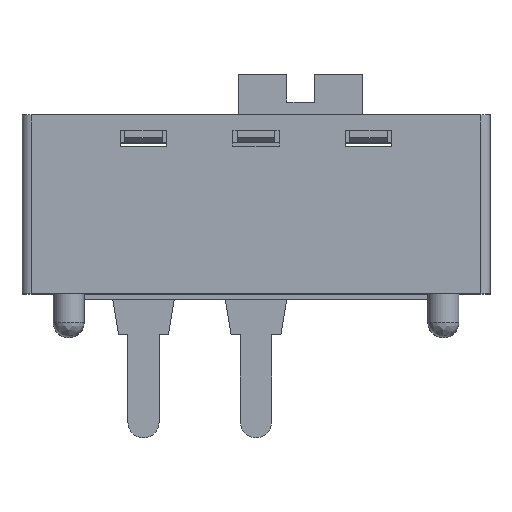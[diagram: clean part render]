
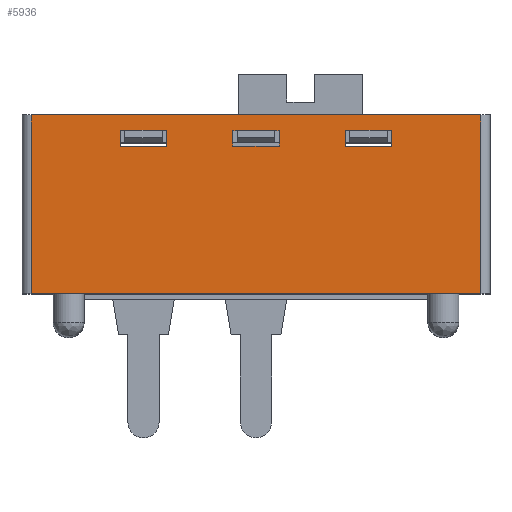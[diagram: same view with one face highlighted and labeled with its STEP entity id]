
A CAD part, top view. The second image highlights one B-rep face of the part: STEP entity #5936.
In plain terms, the highlighted planar face has unit normal (0, 0, 1).
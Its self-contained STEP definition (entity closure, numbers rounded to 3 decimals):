
#1416=ORIENTED_EDGE('',*,*,#2073,.T.);
#1417=ORIENTED_EDGE('',*,*,#2090,.F.);
#1418=ORIENTED_EDGE('',*,*,#2088,.F.);
#1419=ORIENTED_EDGE('',*,*,#2085,.F.);
#1420=ORIENTED_EDGE('',*,*,#2082,.F.);
#1421=ORIENTED_EDGE('',*,*,#2077,.F.);
#1422=ORIENTED_EDGE('',*,*,#2039,.T.);
#1423=ORIENTED_EDGE('',*,*,#2056,.F.);
#1424=ORIENTED_EDGE('',*,*,#2054,.F.);
#1425=ORIENTED_EDGE('',*,*,#2051,.F.);
#1426=ORIENTED_EDGE('',*,*,#2048,.F.);
#1427=ORIENTED_EDGE('',*,*,#2043,.F.);
#1428=ORIENTED_EDGE('',*,*,#2193,.T.);
#1429=ORIENTED_EDGE('',*,*,#2206,.F.);
#1430=ORIENTED_EDGE('',*,*,#2209,.F.);
#1431=ORIENTED_EDGE('',*,*,#2212,.F.);
#1432=ORIENTED_EDGE('',*,*,#2215,.F.);
#1433=ORIENTED_EDGE('',*,*,#2216,.F.);
#1434=ORIENTED_EDGE('',*,*,#2557,.T.);
#1435=ORIENTED_EDGE('',*,*,#2569,.T.);
#1436=ORIENTED_EDGE('',*,*,#2570,.T.);
#1437=ORIENTED_EDGE('',*,*,#2571,.T.);
#2039=EDGE_CURVE('',#2838,#2839,#3451,.T.);
#2043=EDGE_CURVE('',#2838,#2841,#3455,.T.);
#2048=EDGE_CURVE('',#2841,#2843,#3460,.T.);
#2051=EDGE_CURVE('',#2843,#2845,#3463,.T.);
#2054=EDGE_CURVE('',#2845,#2847,#3466,.T.);
#2056=EDGE_CURVE('',#2847,#2839,#3468,.T.);
#2073=EDGE_CURVE('',#2860,#2861,#3485,.T.);
#2077=EDGE_CURVE('',#2860,#2863,#3489,.T.);
#2082=EDGE_CURVE('',#2863,#2865,#3494,.T.);
#2085=EDGE_CURVE('',#2865,#2867,#3497,.T.);
#2088=EDGE_CURVE('',#2867,#2869,#3500,.T.);
#2090=EDGE_CURVE('',#2869,#2861,#3502,.T.);
#2193=EDGE_CURVE('',#2940,#2943,#3589,.T.);
#2206=EDGE_CURVE('',#2952,#2943,#3602,.T.);
#2209=EDGE_CURVE('',#2954,#2952,#3605,.T.);
#2212=EDGE_CURVE('',#2956,#2954,#3608,.T.);
#2215=EDGE_CURVE('',#2958,#2956,#3611,.T.);
#2216=EDGE_CURVE('',#2940,#2958,#3612,.T.);
#2557=EDGE_CURVE('',#3179,#3178,#3917,.T.);
#2569=EDGE_CURVE('',#3178,#3186,#3925,.T.);
#2570=EDGE_CURVE('',#3186,#3187,#3926,.T.);
#2571=EDGE_CURVE('',#3187,#3179,#3927,.T.);
#2838=VERTEX_POINT('',#8255);
#2839=VERTEX_POINT('',#8257);
#2841=VERTEX_POINT('',#8266);
#2843=VERTEX_POINT('',#8272);
#2845=VERTEX_POINT('',#8278);
#2847=VERTEX_POINT('',#8284);
#2860=VERTEX_POINT('',#8322);
#2861=VERTEX_POINT('',#8324);
#2863=VERTEX_POINT('',#8333);
#2865=VERTEX_POINT('',#8339);
#2867=VERTEX_POINT('',#8345);
#2869=VERTEX_POINT('',#8351);
#2940=VERTEX_POINT('',#8558);
#2943=VERTEX_POINT('',#8563);
#2952=VERTEX_POINT('',#8589);
#2954=VERTEX_POINT('',#8595);
#2956=VERTEX_POINT('',#8601);
#2958=VERTEX_POINT('',#8607);
#3178=VERTEX_POINT('',#9388);
#3179=VERTEX_POINT('',#9390);
#3186=VERTEX_POINT('',#9412);
#3187=VERTEX_POINT('',#9416);
#3451=LINE('',#8258,#4239);
#3455=LINE('',#8265,#4243);
#3460=LINE('',#8275,#4248);
#3463=LINE('',#8281,#4251);
#3466=LINE('',#8287,#4254);
#3468=LINE('',#8290,#4256);
#3485=LINE('',#8325,#4273);
#3489=LINE('',#8332,#4277);
#3494=LINE('',#8342,#4282);
#3497=LINE('',#8348,#4285);
#3500=LINE('',#8354,#4288);
#3502=LINE('',#8357,#4290);
#3589=LINE('',#8564,#4377);
#3602=LINE('',#8590,#4390);
#3605=LINE('',#8596,#4393);
#3608=LINE('',#8602,#4396);
#3611=LINE('',#8608,#4399);
#3612=LINE('',#8610,#4400);
#3917=LINE('',#9389,#4705);
#3925=LINE('',#9413,#4713);
#3926=LINE('',#9415,#4714);
#3927=LINE('',#9417,#4715);
#4239=VECTOR('',#6691,1000.);
#4243=VECTOR('',#6699,1000.);
#4248=VECTOR('',#6706,1000.);
#4251=VECTOR('',#6711,1000.);
#4254=VECTOR('',#6716,1000.);
#4256=VECTOR('',#6720,1000.);
#4273=VECTOR('',#6747,1000.);
#4277=VECTOR('',#6755,1000.);
#4282=VECTOR('',#6762,1000.);
#4285=VECTOR('',#6767,1000.);
#4288=VECTOR('',#6772,1000.);
#4290=VECTOR('',#6776,1000.);
#4377=VECTOR('',#6957,1000.);
#4390=VECTOR('',#6978,1000.);
#4393=VECTOR('',#6983,1000.);
#4396=VECTOR('',#6988,1000.);
#4399=VECTOR('',#6993,1000.);
#4400=VECTOR('',#6996,1000.);
#4705=VECTOR('',#7585,1000.);
#4713=VECTOR('',#7609,1000.);
#4714=VECTOR('',#7612,1000.);
#4715=VECTOR('',#7613,1000.);
#5084=EDGE_LOOP('',(#1416,#1417,#1418,#1419,#1420,#1421));
#5085=EDGE_LOOP('',(#1422,#1423,#1424,#1425,#1426,#1427));
#5086=EDGE_LOOP('',(#1428,#1429,#1430,#1431,#1432,#1433));
#5087=EDGE_LOOP('',(#1434,#1435,#1436,#1437));
#5392=FACE_BOUND('',#5084,.T.);
#5393=FACE_BOUND('',#5085,.T.);
#5394=FACE_BOUND('',#5086,.T.);
#5395=FACE_BOUND('',#5087,.T.);
#5654=PLANE('',#6290);
#5936=ADVANCED_FACE('',(#5392,#5393,#5394,#5395),#5654,.T.);
#6290=AXIS2_PLACEMENT_3D('',#9414,#7610,#7611);
#6691=DIRECTION('',(1.,0.,0.));
#6699=DIRECTION('',(-1.,0.,0.));
#6706=DIRECTION('',(0.,-1.,0.));
#6711=DIRECTION('',(1.,0.,0.));
#6716=DIRECTION('',(0.,1.,0.));
#6720=DIRECTION('',(-1.,0.,0.));
#6747=DIRECTION('',(1.,0.,0.));
#6755=DIRECTION('',(-1.,0.,0.));
#6762=DIRECTION('',(0.,-1.,0.));
#6767=DIRECTION('',(1.,0.,0.));
#6772=DIRECTION('',(0.,1.,0.));
#6776=DIRECTION('',(-1.,0.,0.));
#6957=DIRECTION('',(1.,0.,0.));
#6978=DIRECTION('',(-1.,0.,0.));
#6983=DIRECTION('',(0.,1.,0.));
#6988=DIRECTION('',(1.,0.,0.));
#6993=DIRECTION('',(0.,-1.,0.));
#6996=DIRECTION('',(-1.,0.,0.));
#7585=DIRECTION('',(1.,0.,0.));
#7609=DIRECTION('',(0.,1.,0.));
#7610=DIRECTION('',(0.,0.,1.));
#7611=DIRECTION('',(1.,0.,0.));
#7612=DIRECTION('',(-1.,0.,0.));
#7613=DIRECTION('',(0.,-1.,0.));
#8255=CARTESIAN_POINT('',(-0.762,6.68,5.372));
#8257=CARTESIAN_POINT('',(0.762,6.68,5.372));
#8258=CARTESIAN_POINT('',(-0.762,6.68,5.372));
#8265=CARTESIAN_POINT('',(-0.762,6.68,5.372));
#8266=CARTESIAN_POINT('',(-0.953,6.68,5.372));
#8272=CARTESIAN_POINT('',(-0.953,6.045,5.372));
#8275=CARTESIAN_POINT('',(-0.953,6.68,5.372));
#8278=CARTESIAN_POINT('',(0.953,6.045,5.372));
#8281=CARTESIAN_POINT('',(-0.953,6.045,5.372));
#8284=CARTESIAN_POINT('',(0.953,6.68,5.372));
#8287=CARTESIAN_POINT('',(0.953,6.045,5.372));
#8290=CARTESIAN_POINT('',(0.953,6.68,5.372));
#8322=CARTESIAN_POINT('',(3.835,6.68,5.372));
#8324=CARTESIAN_POINT('',(5.359,6.68,5.372));
#8325=CARTESIAN_POINT('',(3.835,6.68,5.372));
#8332=CARTESIAN_POINT('',(3.835,6.68,5.372));
#8333=CARTESIAN_POINT('',(3.645,6.68,5.372));
#8339=CARTESIAN_POINT('',(3.645,6.045,5.372));
#8342=CARTESIAN_POINT('',(3.645,6.68,5.372));
#8345=CARTESIAN_POINT('',(5.55,6.045,5.372));
#8348=CARTESIAN_POINT('',(3.645,6.045,5.372));
#8351=CARTESIAN_POINT('',(5.55,6.68,5.372));
#8354=CARTESIAN_POINT('',(5.55,6.045,5.372));
#8357=CARTESIAN_POINT('',(5.55,6.68,5.372));
#8558=CARTESIAN_POINT('',(-5.359,6.68,5.372));
#8563=CARTESIAN_POINT('',(-3.835,6.68,5.372));
#8564=CARTESIAN_POINT('',(-5.359,6.68,5.372));
#8589=CARTESIAN_POINT('',(-3.645,6.68,5.372));
#8590=CARTESIAN_POINT('',(-3.645,6.68,5.372));
#8595=CARTESIAN_POINT('',(-3.645,6.045,5.372));
#8596=CARTESIAN_POINT('',(-3.645,6.045,5.372));
#8601=CARTESIAN_POINT('',(-5.55,6.045,5.372));
#8602=CARTESIAN_POINT('',(-5.55,6.045,5.372));
#8607=CARTESIAN_POINT('',(-5.55,6.68,5.372));
#8608=CARTESIAN_POINT('',(-5.55,6.68,5.372));
#8610=CARTESIAN_POINT('',(-5.359,6.68,5.372));
#9388=CARTESIAN_POINT('',(9.182,0.,5.372));
#9389=CARTESIAN_POINT('',(-9.182,0.,5.372));
#9390=CARTESIAN_POINT('',(-9.182,0.,5.372));
#9412=CARTESIAN_POINT('',(9.182,7.315,5.372));
#9413=CARTESIAN_POINT('',(9.182,0.,5.372));
#9414=CARTESIAN_POINT('',(0.,0.,5.372));
#9415=CARTESIAN_POINT('',(9.182,7.315,5.372));
#9416=CARTESIAN_POINT('',(-9.182,7.315,5.372));
#9417=CARTESIAN_POINT('',(-9.182,7.315,5.372));
